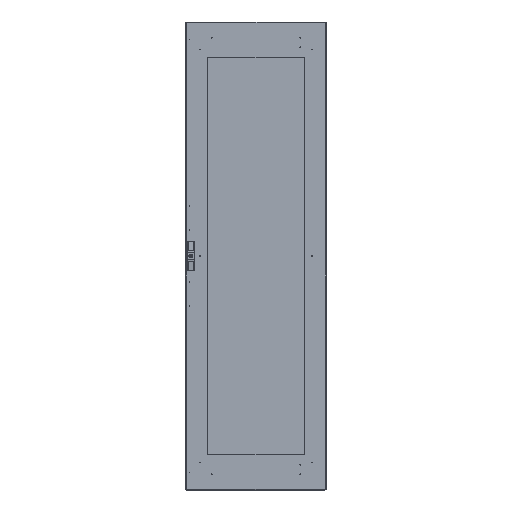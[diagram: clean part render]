
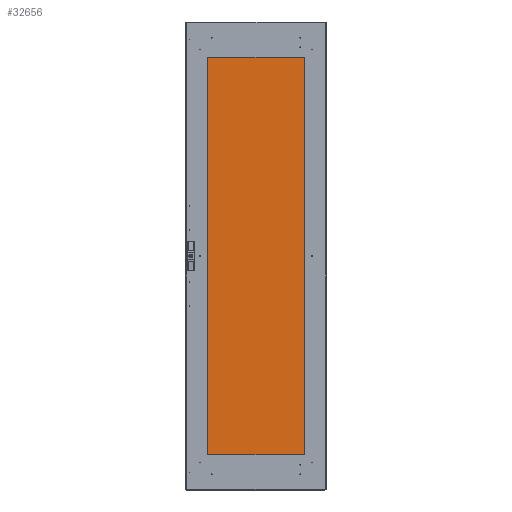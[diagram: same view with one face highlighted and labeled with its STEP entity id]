
A CAD part, top view. The second image highlights one B-rep face of the part: STEP entity #32656.
In plain terms, the highlighted planar face has unit normal (0, 0, 1).
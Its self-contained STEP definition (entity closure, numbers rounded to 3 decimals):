
#1853 = CARTESIAN_POINT ( 'NONE',  ( 224.5, -865., 4. ) ) ;
#2692 = CARTESIAN_POINT ( 'NONE',  ( 223.5, 866., 4. ) ) ;
#4772 = EDGE_CURVE ( 'NONE', #23211, #18778, #12504, .T. ) ;
#5996 = LINE ( 'NONE', #28710, #12611 ) ;
#6453 = AXIS2_PLACEMENT_3D ( 'NONE', #40019, #22440, #15534 ) ;
#6995 = ORIENTED_EDGE ( 'NONE', *, *, #34301, .T. ) ;
#6998 = VECTOR ( 'NONE', #43747, 1000. ) ;
#7017 = CARTESIAN_POINT ( 'NONE',  ( -224.5, 865., 4. ) ) ;
#7626 = DIRECTION ( 'NONE',  ( 0., -1., 0. ) ) ;
#12504 = LINE ( 'NONE', #1853, #6998 ) ;
#12611 = VECTOR ( 'NONE', #7626, 1000. ) ;
#13536 = FACE_OUTER_BOUND ( 'NONE', #43410, .T. ) ;
#15534 = DIRECTION ( 'NONE',  ( 1., 0., 0. ) ) ;
#16713 = DIRECTION ( 'NONE',  ( 0., 1., 0. ) ) ;
#17502 = DIRECTION ( 'NONE',  ( -1., 0., 0. ) ) ;
#18115 = ORIENTED_EDGE ( 'NONE', *, *, #35879, .T. ) ;
#18401 = ORIENTED_EDGE ( 'NONE', *, *, #38180, .T. ) ;
#18778 = VERTEX_POINT ( 'NONE', #34448 ) ;
#19752 = LINE ( 'NONE', #2692, #26864 ) ;
#22440 = DIRECTION ( 'NONE',  ( 0., 0., 1. ) ) ;
#23211 = VERTEX_POINT ( 'NONE', #33023 ) ;
#23364 = LINE ( 'NONE', #7017, #25578 ) ;
#25578 = VECTOR ( 'NONE', #17502, 1000. ) ;
#26864 = VECTOR ( 'NONE', #16713, 1000. ) ;
#26960 = VERTEX_POINT ( 'NONE', #31093 ) ;
#28070 = CARTESIAN_POINT ( 'NONE',  ( -223.5, 865., 4. ) ) ;
#28710 = CARTESIAN_POINT ( 'NONE',  ( -223.5, -866., 4. ) ) ;
#31093 = CARTESIAN_POINT ( 'NONE',  ( 223.5, 865., 4. ) ) ;
#32656 = ADVANCED_FACE ( 'NONE', ( #13536 ), #43260, .T. ) ;
#33023 = CARTESIAN_POINT ( 'NONE',  ( -223.5, -865., 4. ) ) ;
#34301 = EDGE_CURVE ( 'NONE', #45179, #23211, #5996, .T. ) ;
#34448 = CARTESIAN_POINT ( 'NONE',  ( 223.5, -865., 4. ) ) ;
#35879 = EDGE_CURVE ( 'NONE', #18778, #26960, #19752, .T. ) ;
#38180 = EDGE_CURVE ( 'NONE', #26960, #45179, #23364, .T. ) ;
#40019 = CARTESIAN_POINT ( 'NONE',  ( 0., 0., 4. ) ) ;
#43228 = ORIENTED_EDGE ( 'NONE', *, *, #4772, .T. ) ;
#43260 = PLANE ( 'NONE',  #6453 ) ;
#43410 = EDGE_LOOP ( 'NONE', ( #43228, #18115, #18401, #6995 ) ) ;
#43747 = DIRECTION ( 'NONE',  ( 1., 0., 0. ) ) ;
#45179 = VERTEX_POINT ( 'NONE', #28070 ) ;
